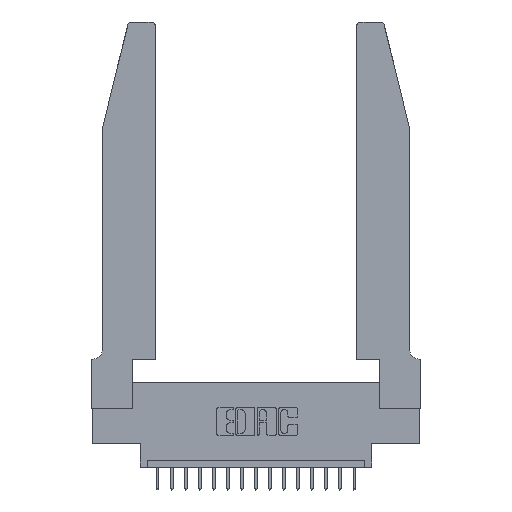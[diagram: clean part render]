
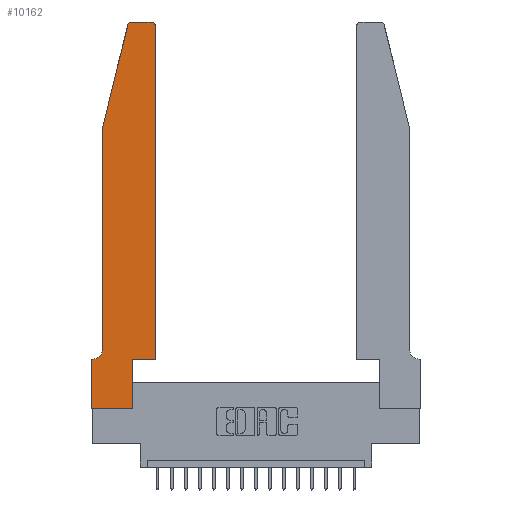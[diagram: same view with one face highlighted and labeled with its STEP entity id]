
A CAD part, top view. The second image highlights one B-rep face of the part: STEP entity #10162.
In plain terms, the highlighted planar face has unit normal (0, 0, 1).
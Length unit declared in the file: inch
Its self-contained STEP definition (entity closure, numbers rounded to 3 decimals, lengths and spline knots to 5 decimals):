
#37 = DIRECTION ( 'NONE',  ( 0., 0., 1. ) ) ;
#39 = VERTEX_POINT ( 'NONE', #6614 ) ;
#102 = DIRECTION ( 'NONE',  ( 1., 0., 0. ) ) ;
#179 = CARTESIAN_POINT ( 'NONE',  ( 0.25487, 2.72718, 0.37 ) ) ;
#293 = DIRECTION ( 'NONE',  ( -1., 0., 0. ) ) ;
#358 = LINE ( 'NONE', #12590, #2030 ) ;
#1135 = ORIENTED_EDGE ( 'NONE', *, *, #15914, .T. ) ;
#1250 = VECTOR ( 'NONE', #3658, 39.37008 ) ;
#1351 = DIRECTION ( 'NONE',  ( 1., 0., 0. ) ) ;
#1463 = ORIENTED_EDGE ( 'NONE', *, *, #19380, .T. ) ;
#1475 = LINE ( 'NONE', #19883, #16853 ) ;
#2030 = VECTOR ( 'NONE', #293, 39.37008 ) ;
#2234 = EDGE_CURVE ( 'NONE', #39, #9410, #2763, .T. ) ;
#2477 = AXIS2_PLACEMENT_3D ( 'NONE', #8978, #19724, #10530 ) ;
#2763 = CIRCLE ( 'NONE', #2477, 0.07 ) ;
#3188 = EDGE_CURVE ( 'NONE', #16064, #10627, #13076, .T. ) ;
#3216 = ORIENTED_EDGE ( 'NONE', *, *, #3926, .T. ) ;
#3218 = ORIENTED_EDGE ( 'NONE', *, *, #3188, .T. ) ;
#3514 = EDGE_CURVE ( 'NONE', #5371, #39, #11116, .T. ) ;
#3658 = DIRECTION ( 'NONE',  ( -0.239, -0.971, 0. ) ) ;
#3926 = EDGE_CURVE ( 'NONE', #13200, #5371, #8449, .T. ) ;
#3961 = LINE ( 'NONE', #7882, #8975 ) ;
#4471 = CIRCLE ( 'NONE', #6171, 0.03 ) ;
#4570 = ORIENTED_EDGE ( 'NONE', *, *, #12327, .T. ) ;
#4671 = PLANE ( 'NONE',  #14197 ) ;
#4796 = CARTESIAN_POINT ( 'NONE',  ( 0.4505, 0.35, 0.37 ) ) ;
#4909 = CARTESIAN_POINT ( 'NONE',  ( 0.4505, 0.35, 0.37 ) ) ;
#4933 = ORIENTED_EDGE ( 'NONE', *, *, #10205, .T. ) ;
#5057 = CARTESIAN_POINT ( 'NONE',  ( 0.0755, 2., 0.37 ) ) ;
#5371 = VERTEX_POINT ( 'NONE', #5706 ) ;
#5597 = VECTOR ( 'NONE', #11403, 39.37008 ) ;
#5706 = CARTESIAN_POINT ( 'NONE',  ( 0.0755, 2., 0.37 ) ) ;
#6171 = AXIS2_PLACEMENT_3D ( 'NONE', #6333, #15422, #9179 ) ;
#6199 = CARTESIAN_POINT ( 'NONE',  ( 0., 0.35, 0.37 ) ) ;
#6333 = CARTESIAN_POINT ( 'NONE',  ( 0.284, 2.72, 0.37 ) ) ;
#6614 = CARTESIAN_POINT ( 'NONE',  ( 0.0755, 0.42, 0.37 ) ) ;
#7232 = CARTESIAN_POINT ( 'NONE',  ( 0.4205, 2.75, 0.37 ) ) ;
#7634 = ORIENTED_EDGE ( 'NONE', *, *, #9961, .T. ) ;
#7666 = CARTESIAN_POINT ( 'NONE',  ( 0.2865, 0.35, 0.37 ) ) ;
#7882 = CARTESIAN_POINT ( 'NONE',  ( 0.4505, 0.35, 0.37 ) ) ;
#8016 = ORIENTED_EDGE ( 'NONE', *, *, #3514, .T. ) ;
#8185 = VERTEX_POINT ( 'NONE', #18000 ) ;
#8449 = LINE ( 'NONE', #17618, #1250 ) ;
#8870 = CARTESIAN_POINT ( 'NONE',  ( 0.0055, 0.35, 0.37 ) ) ;
#8904 = LINE ( 'NONE', #4909, #19248 ) ;
#8975 = VECTOR ( 'NONE', #102, 39.37008 ) ;
#8978 = CARTESIAN_POINT ( 'NONE',  ( 0.0055, 0.42, 0.37 ) ) ;
#9179 = DIRECTION ( 'NONE',  ( 1., 0., 0. ) ) ;
#9360 = DIRECTION ( 'NONE',  ( 1., 0., 0. ) ) ;
#9410 = VERTEX_POINT ( 'NONE', #8870 ) ;
#9961 = EDGE_CURVE ( 'NONE', #13640, #15500, #3961, .T. ) ;
#10057 = ORIENTED_EDGE ( 'NONE', *, *, #2234, .T. ) ;
#10162 = ADVANCED_FACE ( 'NONE', ( #12128 ), #4671, .T. ) ;
#10205 = EDGE_CURVE ( 'NONE', #12090, #19007, #358, .T. ) ;
#10530 = DIRECTION ( 'NONE',  ( -1., 0., 0. ) ) ;
#10627 = VERTEX_POINT ( 'NONE', #12646 ) ;
#10884 = VECTOR ( 'NONE', #14323, 39.37008 ) ;
#11116 = LINE ( 'NONE', #5057, #10884 ) ;
#11403 = DIRECTION ( 'NONE',  ( 0., -1., 0. ) ) ;
#11477 = CARTESIAN_POINT ( 'NONE',  ( 0., 0., 0.37 ) ) ;
#12090 = VERTEX_POINT ( 'NONE', #7232 ) ;
#12128 = FACE_OUTER_BOUND ( 'NONE', #17608, .T. ) ;
#12270 = LINE ( 'NONE', #18651, #19467 ) ;
#12327 = EDGE_CURVE ( 'NONE', #10627, #8185, #1475, .T. ) ;
#12590 = CARTESIAN_POINT ( 'NONE',  ( 0.2605, 2.75, 0.37 ) ) ;
#12646 = CARTESIAN_POINT ( 'NONE',  ( 0., 0., 0.37 ) ) ;
#12956 = EDGE_CURVE ( 'NONE', #8185, #13640, #14425, .T. ) ;
#13076 = LINE ( 'NONE', #11477, #5597 ) ;
#13113 = DIRECTION ( 'NONE',  ( 0., 0., 1. ) ) ;
#13152 = EDGE_CURVE ( 'NONE', #9410, #16064, #12270, .T. ) ;
#13172 = VERTEX_POINT ( 'NONE', #18716 ) ;
#13200 = VERTEX_POINT ( 'NONE', #179 ) ;
#13365 = DIRECTION ( 'NONE',  ( 0., 1., 0. ) ) ;
#13368 = CARTESIAN_POINT ( 'NONE',  ( 0.284, 2.75, 0.37 ) ) ;
#13640 = VERTEX_POINT ( 'NONE', #7666 ) ;
#14163 = DIRECTION ( 'NONE',  ( -1., 0., 0. ) ) ;
#14197 = AXIS2_PLACEMENT_3D ( 'NONE', #6199, #37, #9360 ) ;
#14323 = DIRECTION ( 'NONE',  ( 0., -1., 0. ) ) ;
#14425 = LINE ( 'NONE', #19459, #14896 ) ;
#14816 = ORIENTED_EDGE ( 'NONE', *, *, #12956, .T. ) ;
#14896 = VECTOR ( 'NONE', #13365, 39.37008 ) ;
#15422 = DIRECTION ( 'NONE',  ( 0., 0., 1. ) ) ;
#15500 = VERTEX_POINT ( 'NONE', #4796 ) ;
#15914 = EDGE_CURVE ( 'NONE', #15500, #13172, #8904, .T. ) ;
#16064 = VERTEX_POINT ( 'NONE', #19030 ) ;
#16853 = VECTOR ( 'NONE', #1351, 39.37008 ) ;
#17002 = ORIENTED_EDGE ( 'NONE', *, *, #17873, .T. ) ;
#17082 = DIRECTION ( 'NONE',  ( 0., 1., 0. ) ) ;
#17608 = EDGE_LOOP ( 'NONE', ( #4933, #1463, #3216, #8016, #10057, #18568, #3218, #4570, #14816, #7634, #1135, #17002 ) ) ;
#17616 = CARTESIAN_POINT ( 'NONE',  ( 0.4205, 2.72, 0.37 ) ) ;
#17618 = CARTESIAN_POINT ( 'NONE',  ( 0.0755, 2., 0.37 ) ) ;
#17818 = DIRECTION ( 'NONE',  ( 1., 0., 0. ) ) ;
#17873 = EDGE_CURVE ( 'NONE', #13172, #12090, #19867, .T. ) ;
#18000 = CARTESIAN_POINT ( 'NONE',  ( 0.2865, 0., 0.37 ) ) ;
#18568 = ORIENTED_EDGE ( 'NONE', *, *, #13152, .T. ) ;
#18651 = CARTESIAN_POINT ( 'NONE',  ( 0.0755, 0.35, 0.37 ) ) ;
#18716 = CARTESIAN_POINT ( 'NONE',  ( 0.4505, 2.72, 0.37 ) ) ;
#19007 = VERTEX_POINT ( 'NONE', #13368 ) ;
#19030 = CARTESIAN_POINT ( 'NONE',  ( 0., 0.35, 0.37 ) ) ;
#19248 = VECTOR ( 'NONE', #17082, 39.37008 ) ;
#19380 = EDGE_CURVE ( 'NONE', #19007, #13200, #4471, .T. ) ;
#19459 = CARTESIAN_POINT ( 'NONE',  ( 0.2865, 0.35, 0.37 ) ) ;
#19467 = VECTOR ( 'NONE', #14163, 39.37008 ) ;
#19675 = AXIS2_PLACEMENT_3D ( 'NONE', #17616, #13113, #17818 ) ;
#19724 = DIRECTION ( 'NONE',  ( 0., 0., -1. ) ) ;
#19867 = CIRCLE ( 'NONE', #19675, 0.03 ) ;
#19883 = CARTESIAN_POINT ( 'NONE',  ( 0., 0., 0.37 ) ) ;
